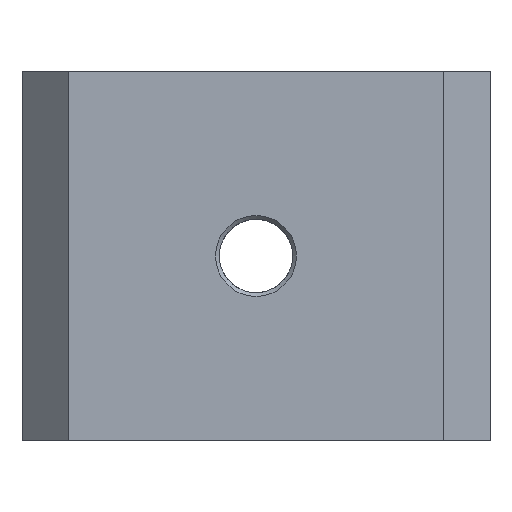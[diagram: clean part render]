
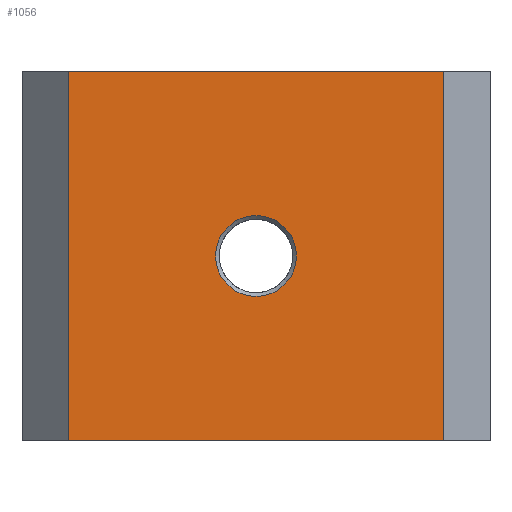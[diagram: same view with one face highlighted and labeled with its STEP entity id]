
A CAD part, left-side view. The second image highlights one B-rep face of the part: STEP entity #1056.
In plain terms, the highlighted planar face has unit normal (-1, 0, 0).
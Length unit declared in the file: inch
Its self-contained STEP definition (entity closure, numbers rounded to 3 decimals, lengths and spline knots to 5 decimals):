
#50=FACE_BOUND($,#204,.T.);
#79=PLANE($,#1171);
#124=FACE_OUTER_BOUND($,#203,.T.);
#203=EDGE_LOOP($,(#939,#940,#941,#942));
#204=EDGE_LOOP($,(#943));
#236=LINE($,#1531,#316);
#265=LINE($,#1614,#345);
#305=LINE($,#2017,#385);
#306=LINE($,#2018,#386);
#316=VECTOR($,#1212,1.);
#345=VECTOR($,#1283,1.);
#385=VECTOR($,#1465,0.985);
#386=VECTOR($,#1466,0.985);
#441=CIRCLE($,#1169,0.108);
#455=VERTEX_POINT($,#1528);
#456=VERTEX_POINT($,#1530);
#488=VERTEX_POINT($,#1611);
#489=VERTEX_POINT($,#1613);
#543=VERTEX_POINT($,#1927);
#561=EDGE_CURVE($,#455,#456,#236,.T.);
#602=EDGE_CURVE($,#489,#488,#265,.T.);
#683=EDGE_CURVE($,#543,#543,#441,.T.);
#686=EDGE_CURVE($,#489,#455,#305,.T.);
#687=EDGE_CURVE($,#456,#488,#306,.T.);
#939=ORIENTED_EDGE($,*,*,#686,.F.);
#940=ORIENTED_EDGE($,*,*,#602,.T.);
#941=ORIENTED_EDGE($,*,*,#687,.F.);
#942=ORIENTED_EDGE($,*,*,#561,.F.);
#943=ORIENTED_EDGE($,*,*,#683,.F.);
#1056=ADVANCED_FACE($,(#124,#50),#79,.T.);
#1169=AXIS2_PLACEMENT_3D($,#1928,#1459,#1460);
#1171=AXIS2_PLACEMENT_3D($,#2016,#1463,#1464);
#1212=DIRECTION($,(0.,1.,0.));
#1283=DIRECTION($,(0.,1.,0.));
#1459=DIRECTION('center_axis',(-1.,0.,0.));
#1460=DIRECTION('ref_axis',(0.,0.,-1.));
#1463=DIRECTION('center_axis',(-1.,0.,0.));
#1464=DIRECTION('ref_axis',(0.,0.,1.));
#1465=DIRECTION($,(0.,0.,-1.));
#1466=DIRECTION($,(0.,0.,1.));
#1528=CARTESIAN_POINT('',(0.,-0.125,0.));
#1530=CARTESIAN_POINT('',(0.,0.875,0.));
#1531=CARTESIAN_POINT($,(0.,-0.25,0.));
#1611=CARTESIAN_POINT('',(0.,0.875,0.985));
#1613=CARTESIAN_POINT('',(0.,-0.125,0.985));
#1614=CARTESIAN_POINT($,(0.,-0.25,0.985));
#1927=CARTESIAN_POINT('',(0.,0.375,0.6005));
#1928=CARTESIAN_POINT('Origin',(0.,0.375,0.4925));
#2016=CARTESIAN_POINT('Origin',(0.,-0.25,0.));
#2017=CARTESIAN_POINT($,(0.,-0.125,0.));
#2018=CARTESIAN_POINT($,(0.,0.875,0.));
